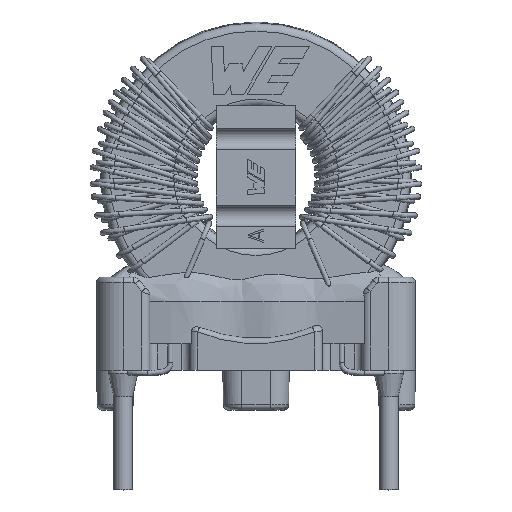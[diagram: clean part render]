
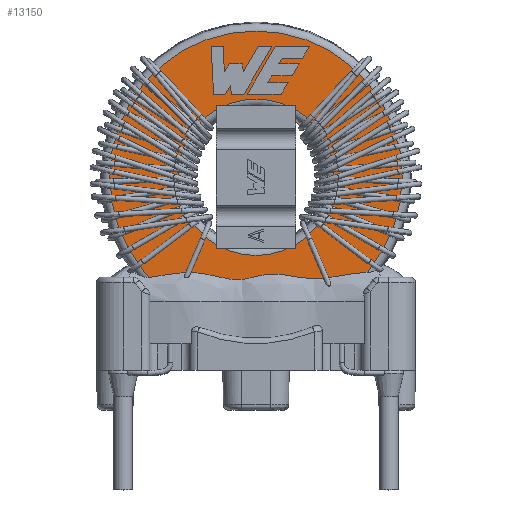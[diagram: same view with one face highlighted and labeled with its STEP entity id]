
A CAD part, top view. The second image highlights one B-rep face of the part: STEP entity #13150.
In plain terms, the highlighted face is planar.
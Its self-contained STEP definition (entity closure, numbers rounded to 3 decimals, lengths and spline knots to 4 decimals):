
#790=LINE('',#20715,#1264);
#793=LINE('',#20721,#1267);
#796=LINE('',#20727,#1270);
#799=LINE('',#20733,#1273);
#802=LINE('',#20739,#1276);
#805=LINE('',#20745,#1279);
#808=LINE('',#20751,#1282);
#811=LINE('',#20757,#1285);
#814=LINE('',#20763,#1288);
#817=LINE('',#20769,#1291);
#820=LINE('',#20775,#1294);
#822=LINE('',#20778,#1296);
#838=LINE('',#20812,#1312);
#840=LINE('',#20816,#1314);
#842=LINE('',#20820,#1316);
#844=LINE('',#20824,#1318);
#846=LINE('',#20828,#1320);
#848=LINE('',#20832,#1322);
#850=LINE('',#20836,#1324);
#852=LINE('',#20840,#1326);
#854=LINE('',#20844,#1328);
#856=LINE('',#20848,#1330);
#858=LINE('',#20852,#1332);
#860=LINE('',#20856,#1334);
#861=LINE('',#20858,#1335);
#1264=VECTOR('',#16018,1000.);
#1267=VECTOR('',#16023,1000.);
#1270=VECTOR('',#16028,1000.);
#1273=VECTOR('',#16033,1000.);
#1276=VECTOR('',#16038,1000.);
#1279=VECTOR('',#16043,1000.);
#1282=VECTOR('',#16048,1000.);
#1285=VECTOR('',#16053,1000.);
#1288=VECTOR('',#16058,1000.);
#1291=VECTOR('',#16063,1000.);
#1294=VECTOR('',#16068,1000.);
#1296=VECTOR('',#16072,1000.);
#1312=VECTOR('',#16094,1000.);
#1314=VECTOR('',#16098,1000.);
#1316=VECTOR('',#16102,1000.);
#1318=VECTOR('',#16106,1000.);
#1320=VECTOR('',#16110,1000.);
#1322=VECTOR('',#16114,1000.);
#1324=VECTOR('',#16118,1000.);
#1326=VECTOR('',#16122,1000.);
#1328=VECTOR('',#16126,1000.);
#1330=VECTOR('',#16130,1000.);
#1332=VECTOR('',#16134,1000.);
#1334=VECTOR('',#16138,1000.);
#1335=VECTOR('',#16141,1000.);
#1658=PLANE('',#14200);
#2691=ORIENTED_EDGE('',*,*,#5008,.F.);
#2692=ORIENTED_EDGE('',*,*,#5005,.F.);
#2693=ORIENTED_EDGE('',*,*,#5002,.F.);
#2694=ORIENTED_EDGE('',*,*,#4999,.F.);
#2695=ORIENTED_EDGE('',*,*,#4996,.F.);
#2696=ORIENTED_EDGE('',*,*,#4993,.F.);
#2697=ORIENTED_EDGE('',*,*,#4990,.F.);
#2698=ORIENTED_EDGE('',*,*,#4987,.F.);
#2699=ORIENTED_EDGE('',*,*,#4984,.F.);
#2700=ORIENTED_EDGE('',*,*,#4981,.F.);
#2701=ORIENTED_EDGE('',*,*,#4978,.F.);
#2702=ORIENTED_EDGE('',*,*,#5010,.F.);
#2703=ORIENTED_EDGE('',*,*,#5048,.F.);
#2704=ORIENTED_EDGE('',*,*,#5046,.F.);
#2705=ORIENTED_EDGE('',*,*,#5044,.F.);
#2706=ORIENTED_EDGE('',*,*,#5042,.F.);
#2707=ORIENTED_EDGE('',*,*,#5040,.F.);
#2708=ORIENTED_EDGE('',*,*,#5038,.F.);
#2709=ORIENTED_EDGE('',*,*,#5036,.F.);
#2710=ORIENTED_EDGE('',*,*,#5034,.F.);
#2711=ORIENTED_EDGE('',*,*,#5032,.F.);
#2712=ORIENTED_EDGE('',*,*,#5030,.F.);
#2713=ORIENTED_EDGE('',*,*,#5028,.F.);
#2714=ORIENTED_EDGE('',*,*,#5026,.F.);
#2715=ORIENTED_EDGE('',*,*,#5049,.F.);
#2716=ORIENTED_EDGE('',*,*,#5053,.T.);
#2717=ORIENTED_EDGE('',*,*,#5052,.T.);
#4978=EDGE_CURVE('',#6234,#6231,#790,.T.);
#4981=EDGE_CURVE('',#6231,#6235,#793,.T.);
#4984=EDGE_CURVE('',#6235,#6237,#796,.T.);
#4987=EDGE_CURVE('',#6237,#6239,#799,.T.);
#4990=EDGE_CURVE('',#6239,#6241,#802,.T.);
#4993=EDGE_CURVE('',#6241,#6243,#805,.T.);
#4996=EDGE_CURVE('',#6243,#6245,#808,.T.);
#4999=EDGE_CURVE('',#6245,#6247,#811,.T.);
#5002=EDGE_CURVE('',#6247,#6249,#814,.T.);
#5005=EDGE_CURVE('',#6249,#6251,#817,.T.);
#5008=EDGE_CURVE('',#6251,#6253,#820,.T.);
#5010=EDGE_CURVE('',#6253,#6234,#822,.T.);
#5026=EDGE_CURVE('',#6269,#6268,#838,.T.);
#5028=EDGE_CURVE('',#6268,#6270,#840,.T.);
#5030=EDGE_CURVE('',#6270,#6271,#842,.T.);
#5032=EDGE_CURVE('',#6271,#6272,#844,.T.);
#5034=EDGE_CURVE('',#6272,#6273,#846,.T.);
#5036=EDGE_CURVE('',#6273,#6274,#848,.T.);
#5038=EDGE_CURVE('',#6274,#6275,#850,.T.);
#5040=EDGE_CURVE('',#6275,#6276,#852,.T.);
#5042=EDGE_CURVE('',#6276,#6277,#854,.T.);
#5044=EDGE_CURVE('',#6277,#6278,#856,.T.);
#5046=EDGE_CURVE('',#6278,#6279,#858,.T.);
#5048=EDGE_CURVE('',#6279,#6280,#860,.T.);
#5049=EDGE_CURVE('',#6280,#6269,#861,.T.);
#5052=EDGE_CURVE('',#6283,#6283,#7215,.T.);
#5053=EDGE_CURVE('',#6284,#6284,#7216,.T.);
#6231=VERTEX_POINT('',#20709);
#6234=VERTEX_POINT('',#20714);
#6235=VERTEX_POINT('',#20718);
#6237=VERTEX_POINT('',#20724);
#6239=VERTEX_POINT('',#20730);
#6241=VERTEX_POINT('',#20736);
#6243=VERTEX_POINT('',#20742);
#6245=VERTEX_POINT('',#20748);
#6247=VERTEX_POINT('',#20754);
#6249=VERTEX_POINT('',#20760);
#6251=VERTEX_POINT('',#20766);
#6253=VERTEX_POINT('',#20772);
#6268=VERTEX_POINT('',#20809);
#6269=VERTEX_POINT('',#20811);
#6270=VERTEX_POINT('',#20815);
#6271=VERTEX_POINT('',#20819);
#6272=VERTEX_POINT('',#20823);
#6273=VERTEX_POINT('',#20827);
#6274=VERTEX_POINT('',#20831);
#6275=VERTEX_POINT('',#20835);
#6276=VERTEX_POINT('',#20839);
#6277=VERTEX_POINT('',#20843);
#6278=VERTEX_POINT('',#20847);
#6279=VERTEX_POINT('',#20851);
#6280=VERTEX_POINT('',#20855);
#6283=VERTEX_POINT('',#20866);
#6284=VERTEX_POINT('',#20869);
#7215=CIRCLE('',#14199,5.5046);
#7216=CIRCLE('',#14201,2.9454);
#8005=EDGE_LOOP('',(#2691,#2692,#2693,#2694,#2695,#2696,#2697,#2698,#2699,
#2700,#2701,#2702));
#8006=EDGE_LOOP('',(#2703,#2704,#2705,#2706,#2707,#2708,#2709,#2710,#2711,
#2712,#2713,#2714,#2715));
#8007=EDGE_LOOP('',(#2716));
#8008=EDGE_LOOP('',(#2717));
#9384=FACE_BOUND('',#8005,.T.);
#9385=FACE_BOUND('',#8006,.T.);
#9386=FACE_BOUND('',#8007,.T.);
#9387=FACE_BOUND('',#8008,.T.);
#13150=ADVANCED_FACE('',(#9384,#9385,#9386,#9387),#1658,.T.);
#14199=AXIS2_PLACEMENT_3D('',#20865,#16150,#16151);
#14200=AXIS2_PLACEMENT_3D('',#20867,#16152,#16153);
#14201=AXIS2_PLACEMENT_3D('',#20868,#16154,#16155);
#16018=DIRECTION('',(-1.,0.,0.));
#16023=DIRECTION('',(0.52,0.,-0.854));
#16028=DIRECTION('',(1.,0.,0.));
#16033=DIRECTION('',(0.507,0.,-0.862));
#16038=DIRECTION('',(-1.,0.,0.));
#16043=DIRECTION('',(-0.504,0.,0.864));
#16048=DIRECTION('',(1.,0.,0.));
#16053=DIRECTION('',(0.509,0.,-0.861));
#16058=DIRECTION('',(-1.,0.,0.));
#16063=DIRECTION('',(0.507,0.,-0.862));
#16068=DIRECTION('',(1.,0.,0.));
#16072=DIRECTION('',(0.505,0.,-0.863));
#16094=DIRECTION('',(-1.,0.,0.));
#16098=DIRECTION('',(-0.583,0.,0.812));
#16102=DIRECTION('',(-0.047,0.,-0.999));
#16106=DIRECTION('',(-1.,0.,0.));
#16110=DIRECTION('',(0.052,0.,0.999));
#16114=DIRECTION('',(1.,0.,0.));
#16118=DIRECTION('',(0.551,0.,-0.834));
#16122=DIRECTION('',(0.141,0.,0.99));
#16126=DIRECTION('',(1.,0.,0.));
#16130=DIRECTION('',(0.506,0.,-0.863));
#16134=DIRECTION('',(-1.,0.,0.));
#16138=DIRECTION('',(-0.512,0.,0.859));
#16141=DIRECTION('',(-0.171,0.,-0.985));
#16150=DIRECTION('',(0.,1.,0.));
#16151=DIRECTION('',(1.,0.,0.));
#16152=DIRECTION('',(0.,1.,0.));
#16153=DIRECTION('',(-1.,0.,0.));
#16154=DIRECTION('',(0.,-1.,0.));
#16155=DIRECTION('',(-1.,0.,0.));
#20709=CARTESIAN_POINT('',(0.863,2.9,-4.2696));
#20714=CARTESIAN_POINT('',(1.6217,2.9,-4.2696));
#20715=CARTESIAN_POINT('',(1.6217,2.9,-4.2696));
#20718=CARTESIAN_POINT('',(0.9903,2.9,-4.4789));
#20721=CARTESIAN_POINT('',(0.863,2.9,-4.2696));
#20724=CARTESIAN_POINT('',(1.7465,2.9,-4.4789));
#20727=CARTESIAN_POINT('',(0.9903,2.9,-4.4789));
#20730=CARTESIAN_POINT('',(2.0101,2.9,-4.9267));
#20733=CARTESIAN_POINT('',(1.7465,2.9,-4.4789));
#20736=CARTESIAN_POINT('',(0.7243,2.9,-4.9267));
#20739=CARTESIAN_POINT('',(2.0101,2.9,-4.9267));
#20742=CARTESIAN_POINT('',(-0.3248,2.9,-3.1267));
#20745=CARTESIAN_POINT('',(0.7243,2.9,-4.9267));
#20748=CARTESIAN_POINT('',(0.9495,2.9,-3.1267));
#20751=CARTESIAN_POINT('',(-0.3248,2.9,-3.1267));
#20754=CARTESIAN_POINT('',(1.2093,2.9,-3.5657));
#20757=CARTESIAN_POINT('',(0.9495,2.9,-3.1267));
#20760=CARTESIAN_POINT('',(0.447,2.9,-3.5657));
#20763=CARTESIAN_POINT('',(1.2093,2.9,-3.5657));
#20766=CARTESIAN_POINT('',(0.5981,2.9,-3.8224));
#20769=CARTESIAN_POINT('',(0.447,2.9,-3.5657));
#20772=CARTESIAN_POINT('',(1.36,2.9,-3.8224));
#20775=CARTESIAN_POINT('',(0.5981,2.9,-3.8224));
#20778=CARTESIAN_POINT('',(1.36,2.9,-3.8224));
#20809=CARTESIAN_POINT('',(-0.993,2.9,-4.2696));
#20811=CARTESIAN_POINT('',(-0.5237,2.9,-4.2696));
#20812=CARTESIAN_POINT('',(-0.5237,2.9,-4.2696));
#20815=CARTESIAN_POINT('',(-1.1918,2.9,-3.9928));
#20816=CARTESIAN_POINT('',(-0.993,2.9,-4.2696));
#20819=CARTESIAN_POINT('',(-1.2359,2.9,-4.9267));
#20820=CARTESIAN_POINT('',(-1.1918,2.9,-3.9928));
#20823=CARTESIAN_POINT('',(-1.6887,2.9,-4.9267));
#20824=CARTESIAN_POINT('',(-1.2359,2.9,-4.9267));
#20827=CARTESIAN_POINT('',(-1.5948,2.9,-3.1267));
#20828=CARTESIAN_POINT('',(-1.6887,2.9,-4.9267));
#20831=CARTESIAN_POINT('',(-1.1697,2.9,-3.1267));
#20832=CARTESIAN_POINT('',(-1.5948,2.9,-3.1267));
#20835=CARTESIAN_POINT('',(-0.9654,2.9,-3.4359));
#20836=CARTESIAN_POINT('',(-1.1697,2.9,-3.1267));
#20839=CARTESIAN_POINT('',(-0.9212,2.9,-3.1267));
#20840=CARTESIAN_POINT('',(-0.9654,2.9,-3.4359));
#20843=CARTESIAN_POINT('',(-0.4574,2.9,-3.1267));
#20844=CARTESIAN_POINT('',(-0.9212,2.9,-3.1267));
#20847=CARTESIAN_POINT('',(0.5972,2.9,-4.9267));
#20848=CARTESIAN_POINT('',(-0.4574,2.9,-3.1267));
#20851=CARTESIAN_POINT('',(0.0892,2.9,-4.9267));
#20852=CARTESIAN_POINT('',(0.5972,2.9,-4.9267));
#20855=CARTESIAN_POINT('',(-0.474,2.9,-3.9825));
#20856=CARTESIAN_POINT('',(0.0892,2.9,-4.9267));
#20858=CARTESIAN_POINT('',(-0.474,2.9,-3.9825));
#20865=CARTESIAN_POINT('',(0.,2.9,0.));
#20866=CARTESIAN_POINT('',(5.5046,2.9,0.));
#20867=CARTESIAN_POINT('',(0.,2.9,0.));
#20868=CARTESIAN_POINT('',(0.,2.9,0.));
#20869=CARTESIAN_POINT('',(-2.9454,2.9,0.));
